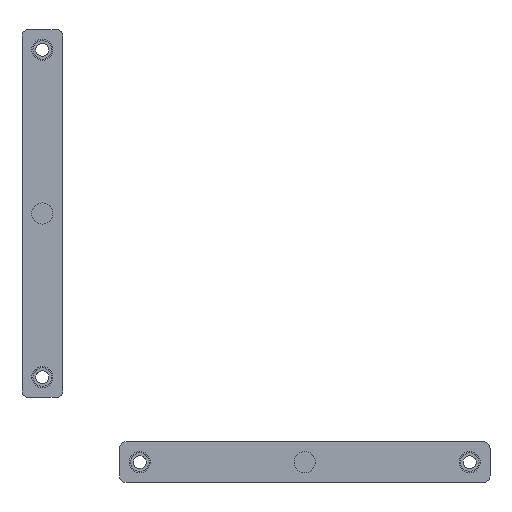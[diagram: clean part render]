
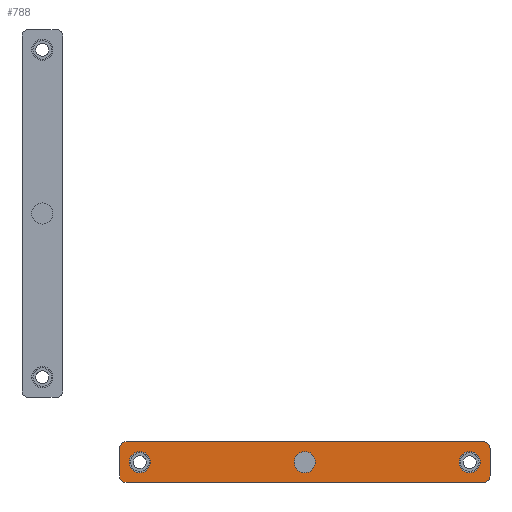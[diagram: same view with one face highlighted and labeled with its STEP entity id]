
A CAD part, top view. The second image highlights one B-rep face of the part: STEP entity #788.
In plain terms, the highlighted planar face has unit normal (0, 0, 1).
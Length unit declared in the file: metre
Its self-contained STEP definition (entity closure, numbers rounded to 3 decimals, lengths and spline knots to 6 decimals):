
#26=LINE('',#1438,#58);
#30=LINE('',#1447,#62);
#36=LINE('',#1461,#68);
#40=LINE('',#1480,#72);
#58=VECTOR('',#1210,1.);
#62=VECTOR('',#1216,1.);
#68=VECTOR('',#1224,1.);
#72=VECTOR('',#1242,1.);
#256=ORIENTED_EDGE('',*,*,#370,.F.);
#257=ORIENTED_EDGE('',*,*,#374,.T.);
#258=ORIENTED_EDGE('',*,*,#352,.F.);
#259=ORIENTED_EDGE('',*,*,#375,.T.);
#260=ORIENTED_EDGE('',*,*,#356,.F.);
#261=ORIENTED_EDGE('',*,*,#376,.T.);
#262=ORIENTED_EDGE('',*,*,#362,.F.);
#263=ORIENTED_EDGE('',*,*,#377,.T.);
#264=ORIENTED_EDGE('',*,*,#366,.F.);
#265=ORIENTED_EDGE('',*,*,#364,.F.);
#266=ORIENTED_EDGE('',*,*,#372,.F.);
#352=EDGE_CURVE('',#432,#433,#26,.T.);
#356=EDGE_CURVE('',#436,#437,#30,.T.);
#362=EDGE_CURVE('',#442,#443,#36,.T.);
#364=EDGE_CURVE('',#444,#444,#496,.T.);
#366=EDGE_CURVE('',#446,#446,#498,.T.);
#370=EDGE_CURVE('',#450,#451,#40,.T.);
#372=EDGE_CURVE('',#452,#452,#500,.T.);
#374=EDGE_CURVE('',#450,#433,#502,.T.);
#375=EDGE_CURVE('',#432,#437,#503,.T.);
#376=EDGE_CURVE('',#436,#443,#504,.T.);
#377=EDGE_CURVE('',#442,#451,#505,.T.);
#432=VERTEX_POINT('',#1439);
#433=VERTEX_POINT('',#1440);
#436=VERTEX_POINT('',#1448);
#437=VERTEX_POINT('',#1449);
#442=VERTEX_POINT('',#1460);
#443=VERTEX_POINT('',#1462);
#444=VERTEX_POINT('',#1466);
#446=VERTEX_POINT('',#1471);
#450=VERTEX_POINT('',#1479);
#451=VERTEX_POINT('',#1481);
#452=VERTEX_POINT('',#1485);
#496=CIRCLE('',#983,0.00325);
#498=CIRCLE('',#986,0.00325);
#500=CIRCLE('',#990,0.00325);
#502=CIRCLE('',#993,0.002);
#503=CIRCLE('',#994,0.002);
#504=CIRCLE('',#995,0.002);
#505=CIRCLE('',#996,0.002);
#598=EDGE_LOOP('',(#256,#257,#258,#259,#260,#261,#262,#263));
#599=EDGE_LOOP('',(#264));
#600=EDGE_LOOP('',(#265));
#601=EDGE_LOOP('',(#266));
#698=FACE_BOUND('',#598,.T.);
#699=FACE_BOUND('',#599,.T.);
#700=FACE_BOUND('',#600,.T.);
#701=FACE_BOUND('',#601,.T.);
#736=PLANE('',#992);
#788=ADVANCED_FACE('',(#698,#699,#700,#701),#736,.T.);
#983=AXIS2_PLACEMENT_3D('',#1465,#1228,#1229);
#986=AXIS2_PLACEMENT_3D('',#1470,#1234,#1235);
#990=AXIS2_PLACEMENT_3D('',#1484,#1246,#1247);
#992=AXIS2_PLACEMENT_3D('',#1488,#1250,#1251);
#993=AXIS2_PLACEMENT_3D('',#1489,#1252,#1253);
#994=AXIS2_PLACEMENT_3D('',#1490,#1254,#1255);
#995=AXIS2_PLACEMENT_3D('',#1491,#1256,#1257);
#996=AXIS2_PLACEMENT_3D('',#1492,#1258,#1259);
#1210=DIRECTION('',(1.,0.,0.));
#1216=DIRECTION('',(0.,1.,0.));
#1224=DIRECTION('',(-1.,0.,0.));
#1228=DIRECTION('',(0.,0.,1.));
#1229=DIRECTION('',(1.,0.,0.));
#1234=DIRECTION('',(0.,0.,1.));
#1235=DIRECTION('',(1.,0.,0.));
#1242=DIRECTION('',(0.,-1.,0.));
#1246=DIRECTION('',(0.,0.,1.));
#1247=DIRECTION('',(1.,0.,0.));
#1250=DIRECTION('',(0.,0.,1.));
#1251=DIRECTION('',(1.,0.,0.));
#1252=DIRECTION('',(0.,0.,1.));
#1253=DIRECTION('',(1.,0.,0.));
#1254=DIRECTION('',(0.,0.,1.));
#1255=DIRECTION('',(1.,0.,0.));
#1256=DIRECTION('',(0.,0.,1.));
#1257=DIRECTION('',(1.,0.,0.));
#1258=DIRECTION('',(0.,0.,1.));
#1259=DIRECTION('',(1.,0.,0.));
#1438=CARTESIAN_POINT('',(-0.5968,0.075125,0.008));
#1439=CARTESIAN_POINT('',(-0.65185,0.075125,0.008));
#1440=CARTESIAN_POINT('',(-0.54175,0.075125,0.008));
#1447=CARTESIAN_POINT('',(-0.65385,0.068875,0.008));
#1448=CARTESIAN_POINT('',(-0.65385,0.064625,0.008));
#1449=CARTESIAN_POINT('',(-0.65385,0.073125,0.008));
#1460=CARTESIAN_POINT('',(-0.54175,0.062625,0.008));
#1461=CARTESIAN_POINT('',(-0.5968,0.062625,0.008));
#1462=CARTESIAN_POINT('',(-0.65185,0.062625,0.008));
#1465=CARTESIAN_POINT('',(-0.5968,0.068875,0.008));
#1466=CARTESIAN_POINT('',(-0.59355,0.068875,0.008));
#1470=CARTESIAN_POINT('',(-0.6476,0.068875,0.008));
#1471=CARTESIAN_POINT('',(-0.64435,0.068875,0.008));
#1479=CARTESIAN_POINT('',(-0.53975,0.073125,0.008));
#1480=CARTESIAN_POINT('',(-0.53975,0.068875,0.008));
#1481=CARTESIAN_POINT('',(-0.53975,0.064625,0.008));
#1484=CARTESIAN_POINT('',(-0.546,0.068875,0.008));
#1485=CARTESIAN_POINT('',(-0.54275,0.068875,0.008));
#1488=CARTESIAN_POINT('',(-0.611819,0.132366,0.008));
#1489=CARTESIAN_POINT('',(-0.54175,0.073125,0.008));
#1490=CARTESIAN_POINT('',(-0.65185,0.073125,0.008));
#1491=CARTESIAN_POINT('',(-0.65185,0.064625,0.008));
#1492=CARTESIAN_POINT('',(-0.54175,0.064625,0.008));
